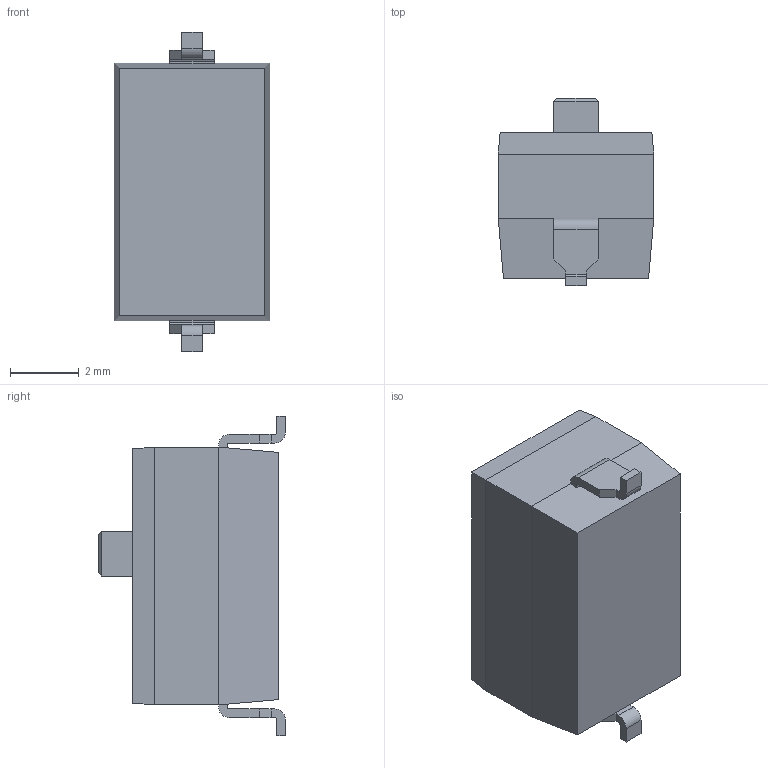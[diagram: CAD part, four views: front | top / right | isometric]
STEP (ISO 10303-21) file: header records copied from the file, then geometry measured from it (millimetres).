
FILE_DESCRIPTION (( 'STEP AP214' ), '1' );
FILE_NAME ('SDA01H1SBD.STEP', '2020-10-01T16:03:15', ( '' ), ( '' ), 'SwSTEP 2.0', 'SolidWorks 2017', '' );
FILE_SCHEMA (( 'AUTOMOTIVE_DESIGN' ));
Length unit declared in the file: inch
Products named in the file (1): SDA01H1SBD
Bounding box: 4.52 x 5.44 x 9.3 mm (x, y, z)
Volume: 143.1 mm3; surface area: 196.6 mm2
Topology: 6 solids, 6 shells, 95 faces, 229 edges, 148 vertices
Faces by surface type: plane 87, cylinder 8
Entity records: 2802 total; most frequent: CARTESIAN_POINT 473, ORIENTED_EDGE 458, DIRECTION 437, EDGE_CURVE 229, VECTOR 213, LINE 213, VERTEX_POINT 148, AXIS2_PLACEMENT_3D 112
